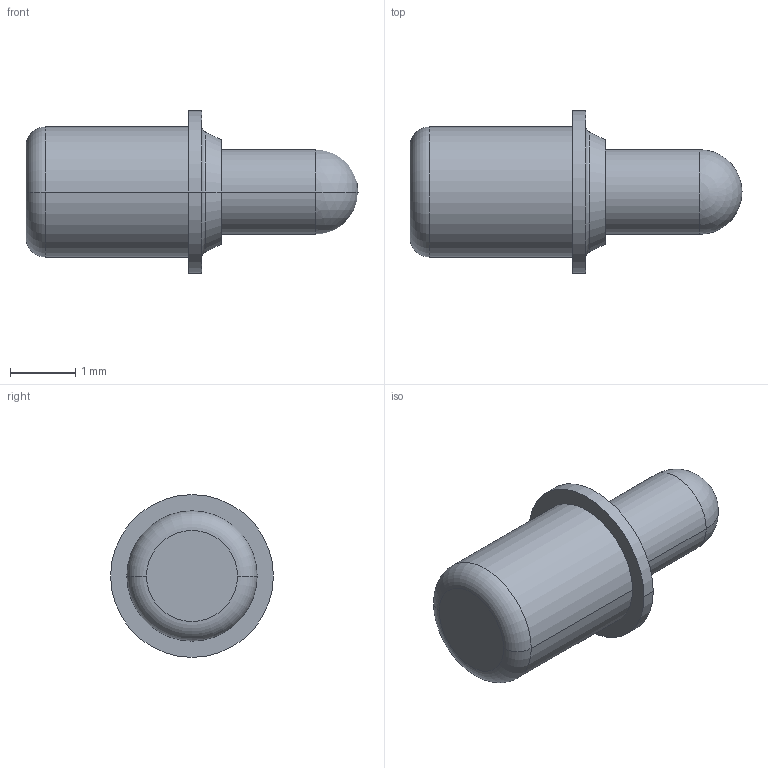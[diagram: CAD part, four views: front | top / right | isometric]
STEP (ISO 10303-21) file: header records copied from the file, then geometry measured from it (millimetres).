
FILE_DESCRIPTION (( 'STEP AP214' ), '1' );
FILE_NAME ('UEBK-45344.STEP', '2019-07-19T10:00:48', ( '' ), ( '' ), 'SwSTEP 2.0', 'SolidWorks 2019', '' );
FILE_SCHEMA (( 'AUTOMOTIVE_DESIGN' ));
Length unit declared in the file: millimetre
Products named in the file (1): UEBK-45344
Bounding box: 5.1 x 2.5 x 2.5 mm (x, y, z)
Volume: 11.9 mm3; surface area: 34.4 mm2
Topology: 1 solids, 1 shells, 18 faces, 38 edges, 23 vertices
Faces by surface type: cylinder 6, torus 4, plane 4, sphere 2, cone 2
Entity records: 498 total; most frequent: DIRECTION 98, CARTESIAN_POINT 74, ORIENTED_EDGE 68, AXIS2_PLACEMENT_3D 45, EDGE_CURVE 34, CIRCLE 26, EDGE_LOOP 21, VERTEX_POINT 21
